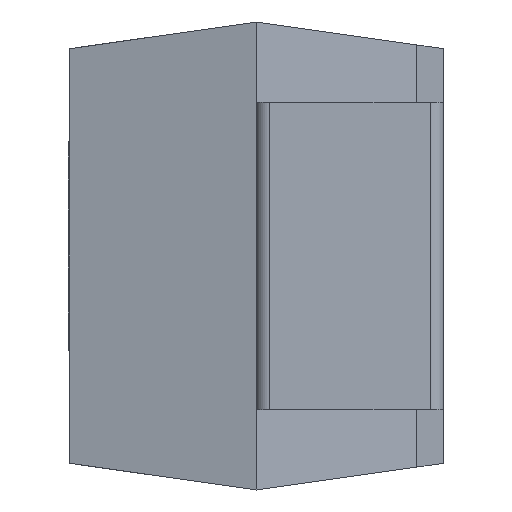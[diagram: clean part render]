
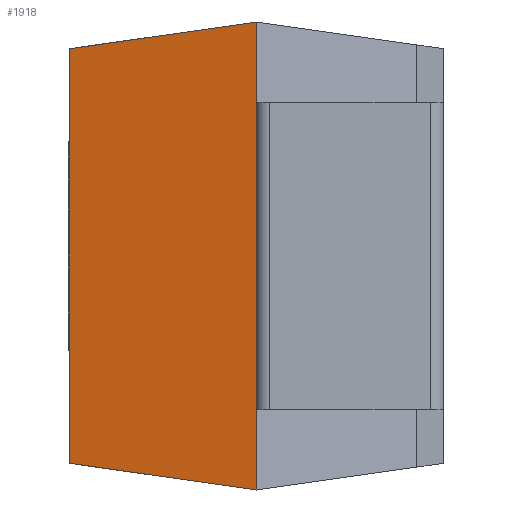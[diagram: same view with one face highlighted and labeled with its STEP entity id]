
A CAD part, left-side view. The second image highlights one B-rep face of the part: STEP entity #1918.
In plain terms, the highlighted planar face has unit normal (-0.978, 0.209, 0).
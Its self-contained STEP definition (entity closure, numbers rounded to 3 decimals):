
#79 = ORIENTED_EDGE ( 'NONE', *, *, #316, .T. ) ;
#91 = PLANE ( 'NONE',  #289 ) ;
#215 = VERTEX_POINT ( 'NONE', #2859 ) ;
#289 = AXIS2_PLACEMENT_3D ( 'NONE', #631, #2414, #1234 ) ;
#316 = EDGE_CURVE ( 'NONE', #215, #3578, #2983, .T. ) ;
#356 = VERTEX_POINT ( 'NONE', #1796 ) ;
#475 = CARTESIAN_POINT ( 'NONE',  ( -0.181, 0.556, 0.121 ) ) ;
#507 = CARTESIAN_POINT ( 'NONE',  ( 0., 1.4, -2.9 ) ) ;
#520 = CARTESIAN_POINT ( 'NONE',  ( 0., 1.4, -3.5 ) ) ;
#597 = VECTOR ( 'NONE', #2209, 1000. ) ;
#631 = CARTESIAN_POINT ( 'NONE',  ( -0.286, 0.061, -3.5 ) ) ;
#665 = CARTESIAN_POINT ( 'NONE',  ( 0., 1.4, 0. ) ) ;
#710 = CARTESIAN_POINT ( 'NONE',  ( 0., 1.4, -3.5 ) ) ;
#731 = EDGE_LOOP ( 'NONE', ( #2934, #79, #3548, #772, #1904, #2334 ) ) ;
#772 = ORIENTED_EDGE ( 'NONE', *, *, #1208, .T. ) ;
#855 = CARTESIAN_POINT ( 'NONE',  ( 0., 1.4, -0.6 ) ) ;
#959 = DIRECTION ( 'NONE',  ( 0., 0., 1. ) ) ;
#1125 = LINE ( 'NONE', #710, #2212 ) ;
#1152 = VERTEX_POINT ( 'NONE', #665 ) ;
#1191 = CARTESIAN_POINT ( 'NONE',  ( -0.281, 0.087, -3.687 ) ) ;
#1208 = EDGE_CURVE ( 'NONE', #1470, #2733, #1125, .T. ) ;
#1234 = DIRECTION ( 'NONE',  ( -0.209, -0.978, 0. ) ) ;
#1355 = CARTESIAN_POINT ( 'NONE',  ( 0., 1.4, -3.5 ) ) ;
#1419 = DIRECTION ( 'NONE',  ( 0., 0., 1. ) ) ;
#1441 = LINE ( 'NONE', #1355, #3738 ) ;
#1470 = VERTEX_POINT ( 'NONE', #507 ) ;
#1478 = VECTOR ( 'NONE', #959, 1000. ) ;
#1502 = DIRECTION ( 'NONE',  ( -0.207, -0.968, -0.138 ) ) ;
#1796 = CARTESIAN_POINT ( 'NONE',  ( 0.3, 2.8, -0.2 ) ) ;
#1849 = EDGE_CURVE ( 'NONE', #2733, #1152, #1441, .T. ) ;
#1904 = ORIENTED_EDGE ( 'NONE', *, *, #1849, .T. ) ;
#1918 = ADVANCED_FACE ( 'NONE', ( #2711 ), #91, .T. ) ;
#2209 = DIRECTION ( 'NONE',  ( -0.207, -0.968, 0.138 ) ) ;
#2212 = VECTOR ( 'NONE', #3610, 1000. ) ;
#2241 = LINE ( 'NONE', #520, #2616 ) ;
#2291 = EDGE_CURVE ( 'NONE', #215, #356, #2789, .T. ) ;
#2334 = ORIENTED_EDGE ( 'NONE', *, *, #3136, .F. ) ;
#2414 = DIRECTION ( 'NONE',  ( -0.978, 0.209, 0. ) ) ;
#2572 = CARTESIAN_POINT ( 'NONE',  ( 0., 1.4, -3.5 ) ) ;
#2616 = VECTOR ( 'NONE', #1419, 1000. ) ;
#2711 = FACE_OUTER_BOUND ( 'NONE', #731, .T. ) ;
#2729 = CARTESIAN_POINT ( 'NONE',  ( 0.3, 2.8, -3.5 ) ) ;
#2733 = VERTEX_POINT ( 'NONE', #855 ) ;
#2789 = LINE ( 'NONE', #2729, #1478 ) ;
#2859 = CARTESIAN_POINT ( 'NONE',  ( 0.3, 2.8, -3.3 ) ) ;
#2934 = ORIENTED_EDGE ( 'NONE', *, *, #2291, .F. ) ;
#2983 = LINE ( 'NONE', #1191, #3568 ) ;
#3136 = EDGE_CURVE ( 'NONE', #356, #1152, #3679, .T. ) ;
#3424 = DIRECTION ( 'NONE',  ( 0., 0., 1. ) ) ;
#3548 = ORIENTED_EDGE ( 'NONE', *, *, #3601, .T. ) ;
#3568 = VECTOR ( 'NONE', #1502, 1000. ) ;
#3578 = VERTEX_POINT ( 'NONE', #2572 ) ;
#3601 = EDGE_CURVE ( 'NONE', #3578, #1470, #2241, .T. ) ;
#3610 = DIRECTION ( 'NONE',  ( 0., 0., 1. ) ) ;
#3679 = LINE ( 'NONE', #475, #597 ) ;
#3738 = VECTOR ( 'NONE', #3424, 1000. ) ;
